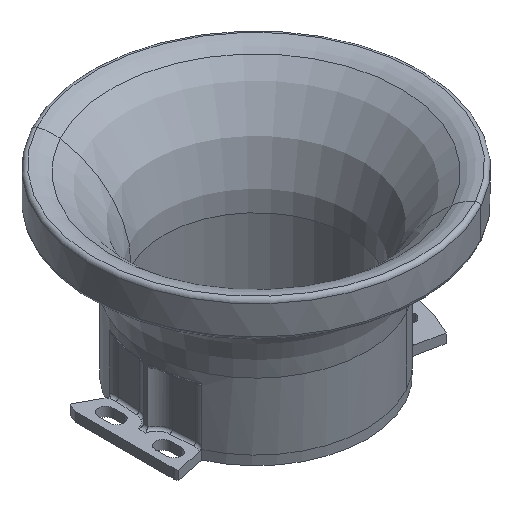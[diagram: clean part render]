
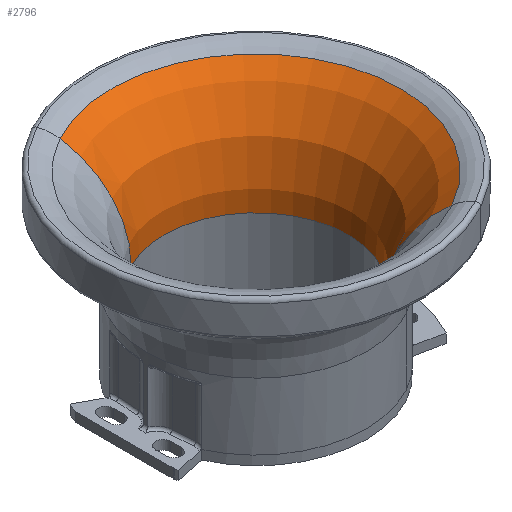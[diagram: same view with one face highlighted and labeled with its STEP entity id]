
A CAD part, isometric view. The second image highlights one B-rep face of the part: STEP entity #2796.
In plain terms, the highlighted toroidal (fillet/blend) face has major radius 58.339 mm and minor radius 33.339 mm.
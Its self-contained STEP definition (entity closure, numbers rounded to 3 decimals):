
#1789=CARTESIAN_POINT('Vertex',(-11.986,21.94,20.6)) ;
#1808=CARTESIAN_POINT('Vertex',(11.986,-21.94,20.6)) ;
#1828=CARTESIAN_POINT('Axis2P3D Location',(0.,0.,20.6)) ;
#2754=CARTESIAN_POINT('Axis2P3D Location',(-27.969,51.197,20.6)) ;
#2758=CARTESIAN_POINT('Vertex',(-18.801,34.416,47.91)) ;
#2765=CARTESIAN_POINT('Vertex',(18.801,-34.416,47.91)) ;
#2768=CARTESIAN_POINT('Axis2P3D Location',(27.969,-51.197,20.6)) ;
#2780=CARTESIAN_POINT('Axis2P3D Location',(0.,0.,20.6)) ;
#2785=CARTESIAN_POINT('Axis2P3D Location',(0.,0.,47.91)) ;
#1829=DIRECTION('Axis2P3D Direction',(0.,0.,1.)) ;
#2755=DIRECTION('Axis2P3D Direction',(0.878,0.479,-0.)) ;
#2769=DIRECTION('Axis2P3D Direction',(-0.878,-0.479,0.)) ;
#2781=DIRECTION('Axis2P3D Direction',(0.,0.,1.)) ;
#2782=DIRECTION('Axis2P3D XDirection',(0.479,-0.878,0.)) ;
#2786=DIRECTION('Axis2P3D Direction',(0.,0.,1.)) ;
#1830=AXIS2_PLACEMENT_3D('Circle Axis2P3D',#1828,#1829,$) ;
#2756=AXIS2_PLACEMENT_3D('Circle Axis2P3D',#2754,#2755,$) ;
#2770=AXIS2_PLACEMENT_3D('Circle Axis2P3D',#2768,#2769,$) ;
#2783=AXIS2_PLACEMENT_3D('Torus Axis2P3D',#2780,#2781,#2782) ;
#2787=AXIS2_PLACEMENT_3D('Circle Axis2P3D',#2785,#2786,$) ;
#2791=ORIENTED_EDGE('',*,*,#1832,.F.) ;
#2792=ORIENTED_EDGE('',*,*,#2772,.T.) ;
#2793=ORIENTED_EDGE('',*,*,#2789,.T.) ;
#2794=ORIENTED_EDGE('',*,*,#2760,.F.) ;
#2796=ADVANCED_FACE('Corps principal',(#2795),#2784,.T.) ;
#1831=CIRCLE('generated circle',#1830,25.) ;
#2757=CIRCLE('generated circle',#2756,33.339) ;
#2771=CIRCLE('generated circle',#2770,33.339) ;
#2788=CIRCLE('generated circle',#2787,39.217) ;
#2784=TOROIDAL_SURFACE('homeo Torus',#2783,58.339,33.339) ;
#1832=EDGE_CURVE('',#1809,#1790,#1831,.T.) ;
#2760=EDGE_CURVE('',#1790,#2759,#2757,.F.) ;
#2772=EDGE_CURVE('',#1809,#2766,#2771,.F.) ;
#2789=EDGE_CURVE('',#2766,#2759,#2788,.T.) ;
#2790=EDGE_LOOP('',(#2791,#2792,#2793,#2794)) ;
#2795=FACE_OUTER_BOUND('',#2790,.T.) ;
#1790=VERTEX_POINT('',#1789) ;
#1809=VERTEX_POINT('',#1808) ;
#2759=VERTEX_POINT('',#2758) ;
#2766=VERTEX_POINT('',#2765) ;
